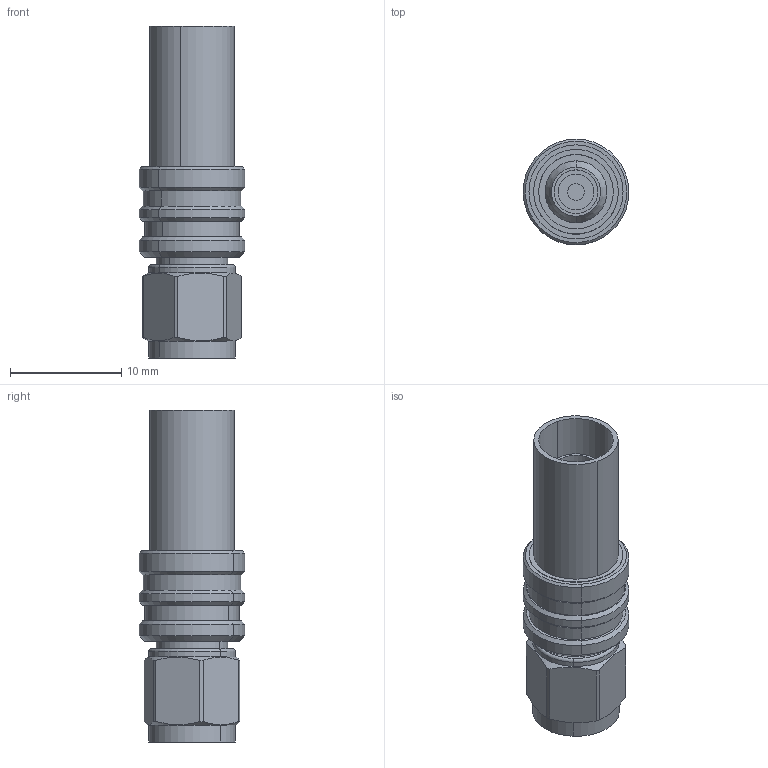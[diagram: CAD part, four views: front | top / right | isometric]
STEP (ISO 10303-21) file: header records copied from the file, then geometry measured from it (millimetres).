
FILE_DESCRIPTION (( 'STEP AP203' ), '1' );
FILE_NAME ('3190-2898(TC-240-SM-SS-X).STEP', '2017-06-29T07:54:59', ( '' ), ( '' ), 'SwSTEP 2.0', 'SolidWorks 2017', '' );
FILE_SCHEMA (( 'CONFIG_CONTROL_DESIGN' ));
Length unit declared in the file: millimetre
Products named in the file (1): 3190-2898(TC-240-SM-SS-X)
Bounding box: 9.5 x 9.5 x 29.83 mm (x, y, z)
Volume: 1095.4 mm3; surface area: 1701.3 mm2
Topology: 1 solids, 1 shells, 106 faces, 224 edges, 140 vertices
Faces by surface type: cylinder 52, plane 28, cone 24, torus 2
Entity records: 3011 total; most frequent: CARTESIAN_POINT 567, DIRECTION 548, ORIENTED_EDGE 448, AXIS2_PLACEMENT_3D 233, EDGE_CURVE 224, VERTEX_POINT 140, CIRCLE 126, EDGE_LOOP 126
